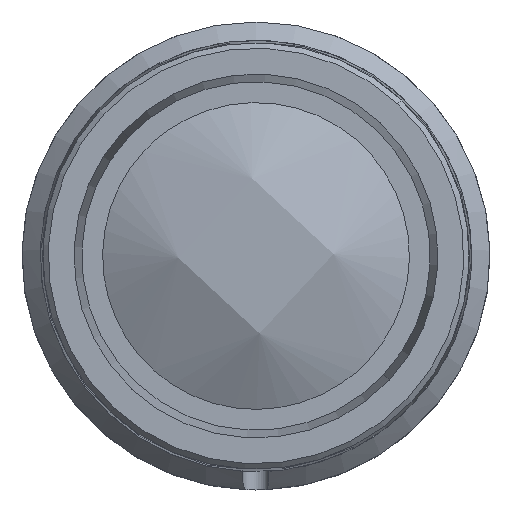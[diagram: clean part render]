
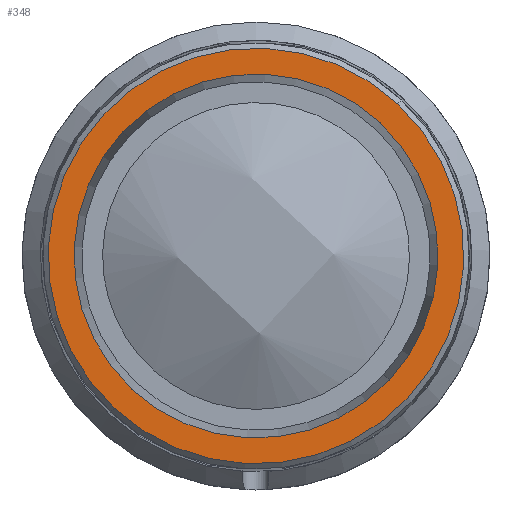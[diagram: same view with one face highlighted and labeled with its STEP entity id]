
A CAD part, left-side view. The second image highlights one B-rep face of the part: STEP entity #348.
In plain terms, the highlighted planar face has unit normal (-1, 0, 0).
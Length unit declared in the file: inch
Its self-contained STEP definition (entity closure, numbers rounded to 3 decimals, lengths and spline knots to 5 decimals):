
#44 = ORIENTED_EDGE ( 'NONE', *, *, #1296, .F. ) ;
#203 = DIRECTION ( 'NONE',  ( 0., 0.732, 0.682 ) ) ;
#209 = CARTESIAN_POINT ( 'NONE',  ( -0.14567, -0.21452, 0.2303 ) ) ;
#215 = FACE_BOUND ( 'NONE', #1194, .T. ) ;
#246 = AXIS2_PLACEMENT_3D ( 'NONE', #1918, #257, #1932 ) ;
#255 = DIRECTION ( 'NONE',  ( -1., 0., 0. ) ) ;
#257 = DIRECTION ( 'NONE',  ( 1., 0., 0. ) ) ;
#281 = ORIENTED_EDGE ( 'NONE', *, *, #966, .F. ) ;
#340 = VERTEX_POINT ( 'NONE', #209 ) ;
#341 = CARTESIAN_POINT ( 'NONE',  ( -0.14567, 0., 0. ) ) ;
#348 = ADVANCED_FACE ( 'NONE', ( #215, #862 ), #949, .F. ) ;
#397 = CARTESIAN_POINT ( 'NONE',  ( -0.14567, 0.20166, 0.18784 ) ) ;
#495 = EDGE_CURVE ( 'NONE', #1847, #2236, #1808, .T. ) ;
#497 = AXIS2_PLACEMENT_3D ( 'NONE', #2003, #1109, #1288 ) ;
#519 = DIRECTION ( 'NONE',  ( -1., 0., 0. ) ) ;
#566 = CIRCLE ( 'NONE', #497, 0.31474 ) ;
#645 = DIRECTION ( 'NONE',  ( 0., -0.732, -0.682 ) ) ;
#817 = AXIS2_PLACEMENT_3D ( 'NONE', #341, #519, #1470 ) ;
#862 = FACE_OUTER_BOUND ( 'NONE', #1446, .T. ) ;
#949 = PLANE ( 'NONE',  #1844 ) ;
#966 = EDGE_CURVE ( 'NONE', #1307, #340, #2242, .T. ) ;
#1006 = CARTESIAN_POINT ( 'NONE',  ( -0.14567, 0.20166, 0.18784 ) ) ;
#1109 = DIRECTION ( 'NONE',  ( 1., 0., 0. ) ) ;
#1194 = EDGE_LOOP ( 'NONE', ( #44, #2244 ) ) ;
#1288 = DIRECTION ( 'NONE',  ( 0., -0.682, 0.732 ) ) ;
#1296 = EDGE_CURVE ( 'NONE', #2236, #1847, #1357, .T. ) ;
#1307 = VERTEX_POINT ( 'NONE', #1343 ) ;
#1343 = CARTESIAN_POINT ( 'NONE',  ( -0.14567, 0.21452, -0.2303 ) ) ;
#1357 = CIRCLE ( 'NONE', #1644, 0.27559 ) ;
#1382 = CARTESIAN_POINT ( 'NONE',  ( -0.14567, 0., 0. ) ) ;
#1446 = EDGE_LOOP ( 'NONE', ( #1984, #281 ) ) ;
#1470 = DIRECTION ( 'NONE',  ( 0., -0.732, -0.682 ) ) ;
#1619 = EDGE_CURVE ( 'NONE', #340, #1307, #566, .T. ) ;
#1644 = AXIS2_PLACEMENT_3D ( 'NONE', #1382, #255, #645 ) ;
#1808 = CIRCLE ( 'NONE', #817, 0.27559 ) ;
#1844 = AXIS2_PLACEMENT_3D ( 'NONE', #397, #2229, #203 ) ;
#1847 = VERTEX_POINT ( 'NONE', #1006 ) ;
#1918 = CARTESIAN_POINT ( 'NONE',  ( -0.14567, 0., 0. ) ) ;
#1932 = DIRECTION ( 'NONE',  ( 0., -0.682, 0.732 ) ) ;
#1973 = CARTESIAN_POINT ( 'NONE',  ( -0.14567, -0.20166, -0.18784 ) ) ;
#1984 = ORIENTED_EDGE ( 'NONE', *, *, #1619, .F. ) ;
#2003 = CARTESIAN_POINT ( 'NONE',  ( -0.14567, 0., 0. ) ) ;
#2229 = DIRECTION ( 'NONE',  ( 1., 0., 0. ) ) ;
#2236 = VERTEX_POINT ( 'NONE', #1973 ) ;
#2242 = CIRCLE ( 'NONE', #246, 0.31474 ) ;
#2244 = ORIENTED_EDGE ( 'NONE', *, *, #495, .F. ) ;
